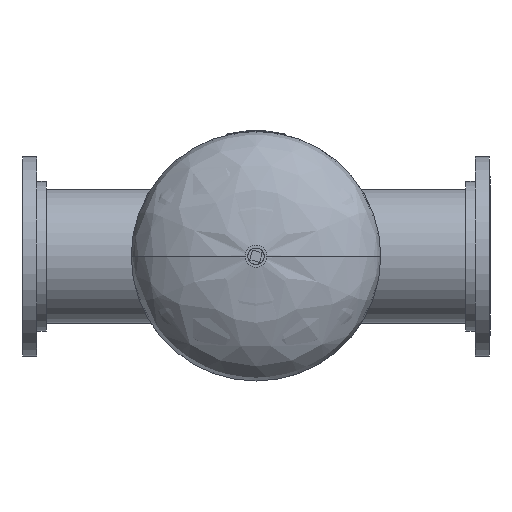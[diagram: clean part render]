
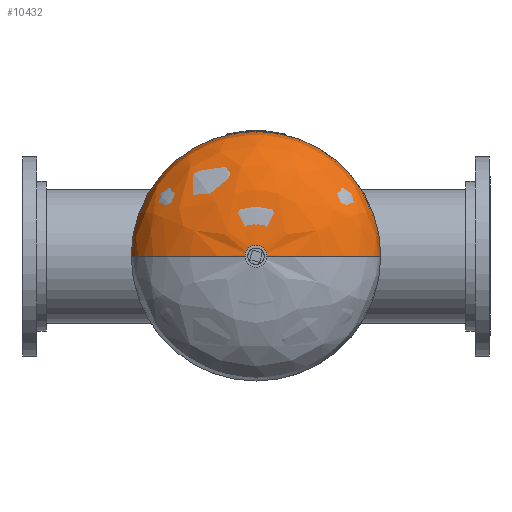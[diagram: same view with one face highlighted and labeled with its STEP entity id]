
A CAD part, front view. The second image highlights one B-rep face of the part: STEP entity #10432.
In plain terms, the highlighted free-form (B-spline) face has degree [3, 3] with [4, 4] control points.
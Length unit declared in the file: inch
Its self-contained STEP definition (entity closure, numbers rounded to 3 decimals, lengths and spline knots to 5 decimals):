
#32 = CARTESIAN_POINT ( 'NONE',  ( 10., 0.5575, -20. ) ) ;
#163 = CIRCLE ( 'NONE', #3416, 10. ) ;
#239 = CARTESIAN_POINT ( 'NONE',  ( -0.75, 5.60574, 0. ) ) ;
#329 = VERTEX_POINT ( 'NONE', #239 ) ;
#583 = CARTESIAN_POINT ( 'NONE',  ( -0.75, 5.60574, -1.5 ) ) ;
#769 = CARTESIAN_POINT ( 'NONE',  ( 0., 0.5575, 0. ) ) ;
#868 =( BOUNDED_CURVE ( )  B_SPLINE_CURVE ( 3, ( #896, #1011, #5060, #8334 ),
 .UNSPECIFIED., .F., .T. ) 
 B_SPLINE_CURVE_WITH_KNOTS ( ( 4, 4 ),
 ( 1.64587, 3.14159 ),
 .UNSPECIFIED. ) 
 CURVE ( )  GEOMETRIC_REPRESENTATION_ITEM ( )  RATIONAL_B_SPLINE_CURVE ( ( 1., 0.822, 0.822, 1. ) ) 
 REPRESENTATION_ITEM ( '' )  );
#896 = CARTESIAN_POINT ( 'NONE',  ( 0.75, 5.60574, 0. ) ) ;
#1011 = CARTESIAN_POINT ( 'NONE',  ( 6.24942, 5.39635, 0. ) ) ;
#1234 = CARTESIAN_POINT ( 'NONE',  ( 6.24942, 5.39635, -12.49885 ) ) ;
#1362 = CIRCLE ( 'NONE', #7661, 10. ) ;
#1531 = CARTESIAN_POINT ( 'NONE',  ( 0., 5.60574, 0. ) ) ;
#1792 = ORIENTED_EDGE ( 'NONE', *, *, #5080, .T. ) ;
#2091 = CARTESIAN_POINT ( 'NONE',  ( -10., 3.34945, -20. ) ) ;
#2454 = CARTESIAN_POINT ( 'NONE',  ( -10., 0.5575, 0. ) ) ;
#2774 = CARTESIAN_POINT ( 'NONE',  ( -6.24942, 5.39635, 0. ) ) ;
#2990 = CARTESIAN_POINT ( 'NONE',  ( -0.75, 5.60574, 0. ) ) ;
#3185 = VERTEX_POINT ( 'NONE', #6391 ) ;
#3255 = CARTESIAN_POINT ( 'NONE',  ( 0., 0.5575, 0. ) ) ;
#3416 = AXIS2_PLACEMENT_3D ( 'NONE', #3255, #3899, #10485 ) ;
#3785 = EDGE_CURVE ( 'NONE', #329, #3185, #10349, .T. ) ;
#3899 = DIRECTION ( 'NONE',  ( 0., -1., 0. ) ) ;
#4106 = DIRECTION ( 'NONE',  ( 0., -1., 0. ) ) ;
#4489 = DIRECTION ( 'NONE',  ( 0., -1., 0. ) ) ;
#4600 = CIRCLE ( 'NONE', #10538, 0.75 ) ;
#4694 = CARTESIAN_POINT ( 'NONE',  ( -10., 0.5575, -20. ) ) ;
#4732 = DIRECTION ( 'NONE',  ( 0., -1., 0. ) ) ;
#4820 = CARTESIAN_POINT ( 'NONE',  ( 0., 5.60574, -0.75 ) ) ;
#5060 = CARTESIAN_POINT ( 'NONE',  ( 10., 3.34945, 0. ) ) ;
#5080 = EDGE_CURVE ( 'NONE', #10048, #9640, #868, .T. ) ;
#5252 = CIRCLE ( 'NONE', #6604, 0.75 ) ;
#5372 = CARTESIAN_POINT ( 'NONE',  ( 6.24942, 5.39635, 0. ) ) ;
#5773 = CARTESIAN_POINT ( 'NONE',  ( 0., 0.5575, -10. ) ) ;
#5938 = CARTESIAN_POINT ( 'NONE',  ( -10., 3.34945, 0. ) ) ;
#6023 = ORIENTED_EDGE ( 'NONE', *, *, #10353, .T. ) ;
#6065 = CARTESIAN_POINT ( 'NONE',  ( 0.75, 5.60574, -1.5 ) ) ;
#6120 = DIRECTION ( 'NONE',  ( 0., 0., -1. ) ) ;
#6217 = CARTESIAN_POINT ( 'NONE',  ( -6.24942, 5.39635, 0. ) ) ;
#6391 = CARTESIAN_POINT ( 'NONE',  ( -10., 0.5575, 0. ) ) ;
#6604 = AXIS2_PLACEMENT_3D ( 'NONE', #1531, #4732, #8030 ) ;
#7072 = FACE_OUTER_BOUND ( 'NONE', #9449, .T. ) ;
#7098 =( BOUNDED_SURFACE ( )  B_SPLINE_SURFACE ( 3, 3, ( 
 ( #2990, #583, #6065, #9352 ),
 ( #6217, #8553, #1234, #5372 ),
 ( #9409, #2091, #10246, #10392 ),
 ( #2454, #4694, #32, #7937 ) ),
 .UNSPECIFIED., .F., .F., .T. ) 
 B_SPLINE_SURFACE_WITH_KNOTS ( ( 4, 4 ),
 ( 4, 4 ),
 ( 0., 1. ),
 ( 0., 1. ),
 .UNSPECIFIED. ) 
 GEOMETRIC_REPRESENTATION_ITEM ( )  RATIONAL_B_SPLINE_SURFACE ( (
 ( 1., 0.333, 0.333, 1.),
 ( 0.822, 0.274, 0.274, 0.822),
 ( 0.822, 0.274, 0.274, 0.822),
 ( 1., 0.333, 0.333, 1.) ) ) 
 REPRESENTATION_ITEM ( '' )  SURFACE ( )  );
#7240 = DIRECTION ( 'NONE',  ( 0., 0., -1. ) ) ;
#7415 = VERTEX_POINT ( 'NONE', #4820 ) ;
#7605 = VERTEX_POINT ( 'NONE', #5773 ) ;
#7661 = AXIS2_PLACEMENT_3D ( 'NONE', #769, #4106, #7240 ) ;
#7735 = CARTESIAN_POINT ( 'NONE',  ( 0., 5.60574, 0. ) ) ;
#7900 = ORIENTED_EDGE ( 'NONE', *, *, #10242, .F. ) ;
#7937 = CARTESIAN_POINT ( 'NONE',  ( 10., 0.5575, 0. ) ) ;
#8030 = DIRECTION ( 'NONE',  ( 0., 0., -1. ) ) ;
#8283 = CARTESIAN_POINT ( 'NONE',  ( 10., 0.5575, 0. ) ) ;
#8334 = CARTESIAN_POINT ( 'NONE',  ( 10., 0.5575, 0. ) ) ;
#8368 = CARTESIAN_POINT ( 'NONE',  ( -0.75, 5.60574, 0. ) ) ;
#8553 = CARTESIAN_POINT ( 'NONE',  ( -6.24942, 5.39635, -12.49885 ) ) ;
#8901 = EDGE_CURVE ( 'NONE', #329, #7415, #5252, .T. ) ;
#9149 = ORIENTED_EDGE ( 'NONE', *, *, #8901, .T. ) ;
#9352 = CARTESIAN_POINT ( 'NONE',  ( 0.75, 5.60574, 0. ) ) ;
#9409 = CARTESIAN_POINT ( 'NONE',  ( -10., 3.34945, 0. ) ) ;
#9449 = EDGE_LOOP ( 'NONE', ( #9657, #9149, #6023, #1792, #10400, #7900 ) ) ;
#9640 = VERTEX_POINT ( 'NONE', #8283 ) ;
#9657 = ORIENTED_EDGE ( 'NONE', *, *, #3785, .F. ) ;
#9663 = CARTESIAN_POINT ( 'NONE',  ( 0.75, 5.60574, 0. ) ) ;
#10048 = VERTEX_POINT ( 'NONE', #9663 ) ;
#10123 = CARTESIAN_POINT ( 'NONE',  ( -10., 0.5575, 0. ) ) ;
#10242 = EDGE_CURVE ( 'NONE', #3185, #7605, #1362, .T. ) ;
#10246 = CARTESIAN_POINT ( 'NONE',  ( 10., 3.34945, -20. ) ) ;
#10349 =( BOUNDED_CURVE ( )  B_SPLINE_CURVE ( 3, ( #8368, #2774, #5938, #10123 ),
 .UNSPECIFIED., .F., .F. ) 
 B_SPLINE_CURVE_WITH_KNOTS ( ( 4, 4 ),
 ( 1.64587, 3.14159 ),
 .UNSPECIFIED. ) 
 CURVE ( )  GEOMETRIC_REPRESENTATION_ITEM ( )  RATIONAL_B_SPLINE_CURVE ( ( 1., 0.822, 0.822, 1. ) ) 
 REPRESENTATION_ITEM ( '' )  );
#10353 = EDGE_CURVE ( 'NONE', #7415, #10048, #4600, .T. ) ;
#10392 = CARTESIAN_POINT ( 'NONE',  ( 10., 3.34945, 0. ) ) ;
#10400 = ORIENTED_EDGE ( 'NONE', *, *, #10450, .F. ) ;
#10432 = ADVANCED_FACE ( 'NONE', ( #7072 ), #7098, .F. ) ;
#10450 = EDGE_CURVE ( 'NONE', #7605, #9640, #163, .T. ) ;
#10485 = DIRECTION ( 'NONE',  ( 0., 0., -1. ) ) ;
#10538 = AXIS2_PLACEMENT_3D ( 'NONE', #7735, #4489, #6120 ) ;
